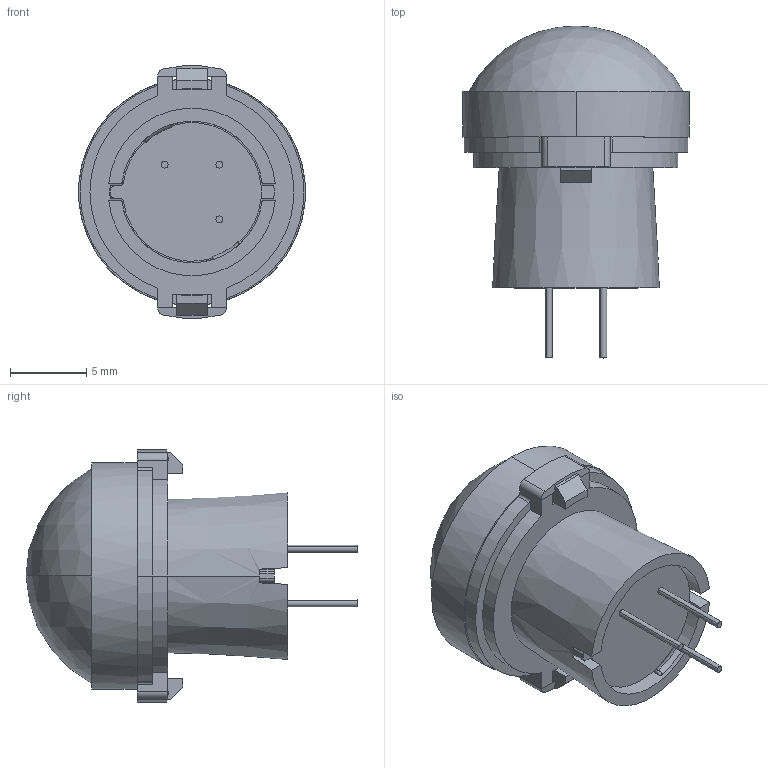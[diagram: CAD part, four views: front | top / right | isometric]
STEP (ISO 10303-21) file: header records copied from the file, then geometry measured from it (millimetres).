
FILE_DESCRIPTION (( 'STEP AP203' ), '1' );
FILE_NAME ('PaPIRs standard motion_slight motion lens combine model (Simple model).STEP', '2017-07-14T14:53:33', ( '' ), ( '' ), 'SwSTEP 2.0', 'SolidWorks 2012', '' );
FILE_SCHEMA (( 'CONFIG_CONTROL_DESIGN' ));
Length unit declared in the file: millimetre
Products named in the file (1): PaPIRs standard motion_slight motion lens combine model (Simple model)
Bounding box: 14.9 x 21.8 x 16.55 mm (x, y, z)
Volume: 1859.3 mm3; surface area: 1570.1 mm2
Topology: 6 solids, 6 shells, 116 faces, 289 edges, 189 vertices
Faces by surface type: plane 56, cylinder 48, torus 4, bspline 4, sphere 2, cone 2
Entity records: 3656 total; most frequent: CARTESIAN_POINT 813, ORIENTED_EDGE 578, DIRECTION 577, EDGE_CURVE 289, AXIS2_PLACEMENT_3D 209, VERTEX_POINT 189, LINE 159, VECTOR 159
